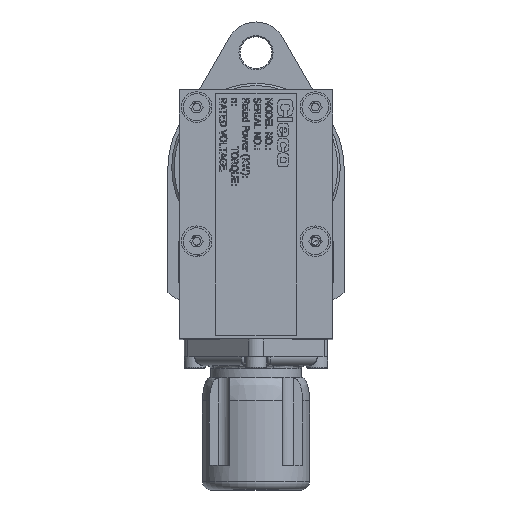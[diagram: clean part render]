
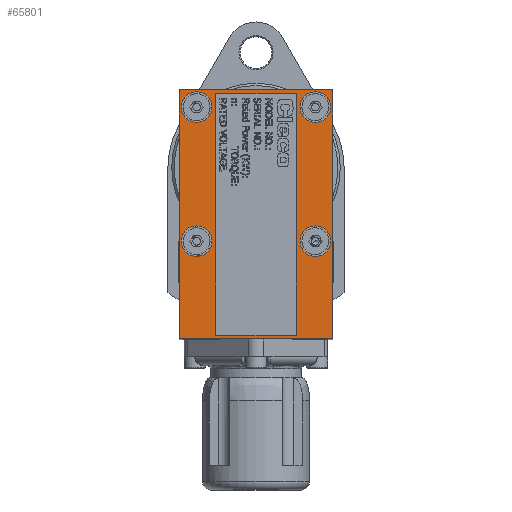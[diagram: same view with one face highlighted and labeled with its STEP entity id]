
A CAD part, top view. The second image highlights one B-rep face of the part: STEP entity #65801.
In plain terms, the highlighted planar face has unit normal (0, 0, 1).
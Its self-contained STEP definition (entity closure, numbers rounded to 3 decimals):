
#3542=FACE_BOUND('',#10647,.T.);
#3543=FACE_BOUND('',#10648,.T.);
#3544=FACE_BOUND('',#10649,.T.);
#3545=FACE_BOUND('',#10650,.T.);
#3546=FACE_BOUND('',#10651,.T.);
#4903=PLANE('',#69881);
#7103=FACE_OUTER_BOUND('',#10646,.T.);
#10646=EDGE_LOOP('',(#46591,#46592,#46593,#46594));
#10647=EDGE_LOOP('',(#46595,#46596,#46597,#46598));
#10648=EDGE_LOOP('',(#46599,#46600));
#10649=EDGE_LOOP('',(#46601,#46602));
#10650=EDGE_LOOP('',(#46603,#46604));
#10651=EDGE_LOOP('',(#46605,#46606));
#14070=LINE('',#91721,#19177);
#14208=LINE('',#92374,#19315);
#14430=LINE('',#94257,#19537);
#14702=LINE('',#96454,#19809);
#14745=LINE('',#96648,#19852);
#14746=LINE('',#96650,#19853);
#14747=LINE('',#96652,#19854);
#14748=LINE('',#96653,#19855);
#19177=VECTOR('',#75800,10.);
#19315=VECTOR('',#76302,10.);
#19537=VECTOR('',#76632,10.);
#19809=VECTOR('',#77300,10.);
#19852=VECTOR('',#77449,10.);
#19853=VECTOR('',#77450,10.);
#19854=VECTOR('',#77451,10.);
#19855=VECTOR('',#77452,10.);
#24485=CIRCLE('',#69882,4.);
#24486=CIRCLE('',#69883,4.);
#24487=CIRCLE('',#69884,4.);
#24488=CIRCLE('',#69885,4.);
#24489=CIRCLE('',#69886,4.);
#24490=CIRCLE('',#69887,4.);
#24491=CIRCLE('',#69888,4.);
#24492=CIRCLE('',#69889,4.);
#26782=VERTEX_POINT('',#91710);
#26786=VERTEX_POINT('',#91719);
#26974=VERTEX_POINT('',#92364);
#27236=VERTEX_POINT('',#94255);
#27656=VERTEX_POINT('',#96646);
#27657=VERTEX_POINT('',#96647);
#27658=VERTEX_POINT('',#96649);
#27659=VERTEX_POINT('',#96651);
#27660=VERTEX_POINT('',#96654);
#27661=VERTEX_POINT('',#96655);
#27662=VERTEX_POINT('',#96658);
#27663=VERTEX_POINT('',#96659);
#27664=VERTEX_POINT('',#96662);
#27665=VERTEX_POINT('',#96663);
#27666=VERTEX_POINT('',#96666);
#27667=VERTEX_POINT('',#96667);
#33566=EDGE_CURVE('',#26782,#26786,#14070,.T.);
#33834=EDGE_CURVE('',#26782,#26974,#14208,.T.);
#34224=EDGE_CURVE('',#26786,#27236,#14430,.T.);
#34758=EDGE_CURVE('',#26974,#27236,#14702,.T.);
#34840=EDGE_CURVE('',#27656,#27657,#14745,.T.);
#34841=EDGE_CURVE('',#27657,#27658,#14746,.T.);
#34842=EDGE_CURVE('',#27658,#27659,#14747,.T.);
#34843=EDGE_CURVE('',#27659,#27656,#14748,.T.);
#34844=EDGE_CURVE('',#27660,#27661,#24485,.T.);
#34845=EDGE_CURVE('',#27661,#27660,#24486,.T.);
#34846=EDGE_CURVE('',#27662,#27663,#24487,.T.);
#34847=EDGE_CURVE('',#27663,#27662,#24488,.T.);
#34848=EDGE_CURVE('',#27664,#27665,#24489,.T.);
#34849=EDGE_CURVE('',#27665,#27664,#24490,.T.);
#34850=EDGE_CURVE('',#27666,#27667,#24491,.T.);
#34851=EDGE_CURVE('',#27667,#27666,#24492,.T.);
#46591=ORIENTED_EDGE('',*,*,#33834,.F.);
#46592=ORIENTED_EDGE('',*,*,#33566,.T.);
#46593=ORIENTED_EDGE('',*,*,#34224,.T.);
#46594=ORIENTED_EDGE('',*,*,#34758,.F.);
#46595=ORIENTED_EDGE('',*,*,#34840,.T.);
#46596=ORIENTED_EDGE('',*,*,#34841,.T.);
#46597=ORIENTED_EDGE('',*,*,#34842,.T.);
#46598=ORIENTED_EDGE('',*,*,#34843,.T.);
#46599=ORIENTED_EDGE('',*,*,#34844,.T.);
#46600=ORIENTED_EDGE('',*,*,#34845,.T.);
#46601=ORIENTED_EDGE('',*,*,#34846,.T.);
#46602=ORIENTED_EDGE('',*,*,#34847,.T.);
#46603=ORIENTED_EDGE('',*,*,#34848,.T.);
#46604=ORIENTED_EDGE('',*,*,#34849,.T.);
#46605=ORIENTED_EDGE('',*,*,#34850,.T.);
#46606=ORIENTED_EDGE('',*,*,#34851,.T.);
#65801=ADVANCED_FACE('',(#7103,#3542,#3543,#3544,#3545,#3546),#4903,.T.);
#69881=AXIS2_PLACEMENT_3D('',#96645,#77447,#77448);
#69882=AXIS2_PLACEMENT_3D('',#96656,#77453,#77454);
#69883=AXIS2_PLACEMENT_3D('',#96657,#77455,#77456);
#69884=AXIS2_PLACEMENT_3D('',#96660,#77457,#77458);
#69885=AXIS2_PLACEMENT_3D('',#96661,#77459,#77460);
#69886=AXIS2_PLACEMENT_3D('',#96664,#77461,#77462);
#69887=AXIS2_PLACEMENT_3D('',#96665,#77463,#77464);
#69888=AXIS2_PLACEMENT_3D('',#96668,#77465,#77466);
#69889=AXIS2_PLACEMENT_3D('',#96669,#77467,#77468);
#75800=DIRECTION('',(-1.,0.,0.));
#76302=DIRECTION('',(0.,-1.,0.));
#76632=DIRECTION('',(0.,-1.,0.));
#77300=DIRECTION('',(-1.,0.,0.));
#77447=DIRECTION('center_axis',(0.,0.,
1.));
#77448=DIRECTION('ref_axis',(-1.,0.,0.));
#77449=DIRECTION('',(1.,0.,0.));
#77450=DIRECTION('',(0.,-1.,0.));
#77451=DIRECTION('',(-1.,0.,0.));
#77452=DIRECTION('',(0.,1.,0.));
#77453=DIRECTION('center_axis',(0.,0.,
-1.));
#77454=DIRECTION('ref_axis',(1.,0.,0.));
#77455=DIRECTION('center_axis',(0.,0.,
-1.));
#77456=DIRECTION('ref_axis',(1.,0.,0.));
#77457=DIRECTION('center_axis',(0.,0.,
-1.));
#77458=DIRECTION('ref_axis',(-1.,0.,0.));
#77459=DIRECTION('center_axis',(0.,0.,
-1.));
#77460=DIRECTION('ref_axis',(-1.,0.,0.));
#77461=DIRECTION('center_axis',(0.,0.,
-1.));
#77462=DIRECTION('ref_axis',(1.,0.,0.));
#77463=DIRECTION('center_axis',(0.,0.,
-1.));
#77464=DIRECTION('ref_axis',(1.,0.,0.));
#77465=DIRECTION('center_axis',(0.,0.,
-1.));
#77466=DIRECTION('ref_axis',(-1.,0.,0.));
#77467=DIRECTION('center_axis',(0.,0.,
-1.));
#77468=DIRECTION('ref_axis',(-1.,0.,0.));
#91710=CARTESIAN_POINT('',(24.848,32.509,142.289));
#91719=CARTESIAN_POINT('',(-15.152,32.509,142.289));
#91721=CARTESIAN_POINT('',(-15.152,32.509,142.289));
#92364=CARTESIAN_POINT('',(24.848,-32.491,142.289));
#92374=CARTESIAN_POINT('',(24.848,-27.491,142.289));
#94255=CARTESIAN_POINT('',(-15.152,-32.491,142.289));
#94257=CARTESIAN_POINT('',(-15.152,-27.491,142.289));
#96454=CARTESIAN_POINT('',(24.848,-32.491,142.289));
#96645=CARTESIAN_POINT('Origin',(4.848,2.509,142.289));
#96646=CARTESIAN_POINT('',(-5.652,31.509,142.289));
#96647=CARTESIAN_POINT('',(15.348,31.509,142.289));
#96648=CARTESIAN_POINT('',(-0.402,31.509,142.289));
#96649=CARTESIAN_POINT('',(15.348,-31.491,142.289));
#96650=CARTESIAN_POINT('',(15.348,17.009,142.289));
#96651=CARTESIAN_POINT('',(-5.652,-31.491,142.289));
#96652=CARTESIAN_POINT('',(10.098,-31.491,142.289));
#96653=CARTESIAN_POINT('',(-5.652,-14.491,142.289));
#96654=CARTESIAN_POINT('',(-6.652,-6.991,142.289));
#96655=CARTESIAN_POINT('',(-14.652,-6.991,142.289));
#96656=CARTESIAN_POINT('Origin',(-10.652,-6.991,142.289));
#96657=CARTESIAN_POINT('Origin',(-10.652,-6.991,142.289));
#96658=CARTESIAN_POINT('',(16.348,-6.991,142.289));
#96659=CARTESIAN_POINT('',(24.348,-6.991,142.289));
#96660=CARTESIAN_POINT('Origin',(20.348,-6.991,142.289));
#96661=CARTESIAN_POINT('Origin',(20.348,-6.991,142.289));
#96662=CARTESIAN_POINT('',(-6.652,28.009,142.289));
#96663=CARTESIAN_POINT('',(-14.652,28.009,142.289));
#96664=CARTESIAN_POINT('Origin',(-10.652,28.009,142.289));
#96665=CARTESIAN_POINT('Origin',(-10.652,28.009,142.289));
#96666=CARTESIAN_POINT('',(16.348,28.009,142.289));
#96667=CARTESIAN_POINT('',(24.348,28.009,142.289));
#96668=CARTESIAN_POINT('Origin',(20.348,28.009,142.289));
#96669=CARTESIAN_POINT('Origin',(20.348,28.009,142.289));
